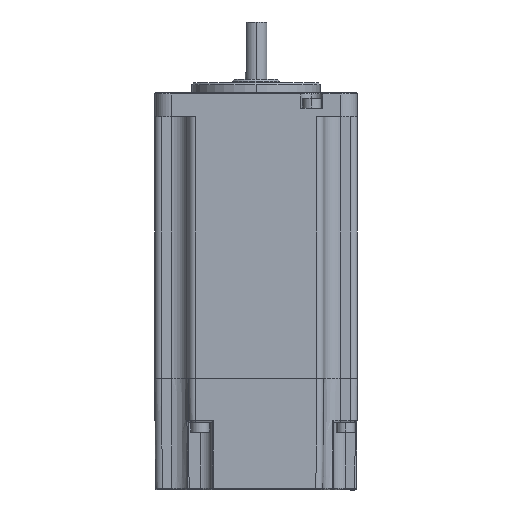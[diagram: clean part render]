
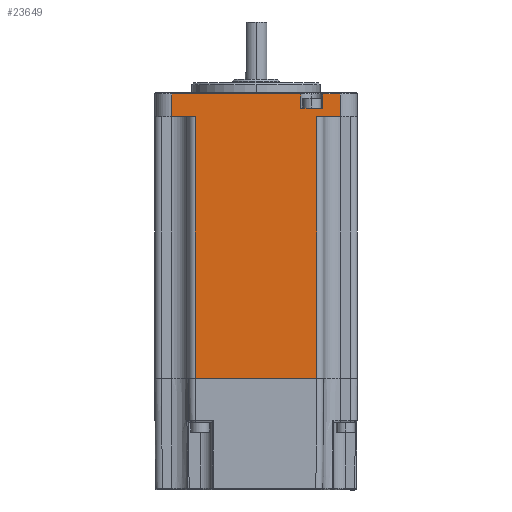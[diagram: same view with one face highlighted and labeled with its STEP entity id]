
A CAD part, front view. The second image highlights one B-rep face of the part: STEP entity #23649.
In plain terms, the highlighted planar face has unit normal (0, -1, 0).
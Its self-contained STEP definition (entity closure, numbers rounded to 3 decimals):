
#8611 = VERTEX_POINT ( 'NONE', #10858 ) ;
#8612 = VERTEX_POINT ( 'NONE', #10859 ) ;
#10072 = EDGE_LOOP ( 'NONE', ( #10123, #10118, #19443, #10130, #19436, #10135, #10253, #10139, #10225, #10136, #19417, #10205 ) ) ;
#10118 = ORIENTED_EDGE ( 'NONE', *, *, #22045, .F. ) ;
#10123 = ORIENTED_EDGE ( 'NONE', *, *, #21975, .T. ) ;
#10130 = ORIENTED_EDGE ( 'NONE', *, *, #21993, .T. ) ;
#10135 = ORIENTED_EDGE ( 'NONE', *, *, #21985, .T. ) ;
#10136 = ORIENTED_EDGE ( 'NONE', *, *, #21987, .T. ) ;
#10139 = ORIENTED_EDGE ( 'NONE', *, *, #21977, .T. ) ;
#10205 = ORIENTED_EDGE ( 'NONE', *, *, #21969, .T. ) ;
#10225 = ORIENTED_EDGE ( 'NONE', *, *, #22127, .T. ) ;
#10253 = ORIENTED_EDGE ( 'NONE', *, *, #21972, .T. ) ;
#10702 = VECTOR ( 'NONE', #13489, 1000. ) ;
#10705 = VECTOR ( 'NONE', #13498, 1000. ) ;
#10710 = VECTOR ( 'NONE', #13507, 1000. ) ;
#10712 = VECTOR ( 'NONE', #13513, 1000. ) ;
#10714 = VECTOR ( 'NONE', #13543, 1000. ) ;
#10721 = VECTOR ( 'NONE', #13534, 1000. ) ;
#10722 = VECTOR ( 'NONE', #13537, 1000. ) ;
#10732 = VECTOR ( 'NONE', #13562, 1000. ) ;
#10753 = VECTOR ( 'NONE', #13616, 1000. ) ;
#10795 = VECTOR ( 'NONE', #13717, 1000. ) ;
#10858 = CARTESIAN_POINT ( 'NONE',  ( 9.812, -25.418, 43.356 ) ) ;
#10859 = CARTESIAN_POINT ( 'NONE',  ( 3.312, -25.418, 43.356 ) ) ;
#11189 = CARTESIAN_POINT ( 'NONE',  ( -27.973, -25.418, 40.856 ) ) ;
#11197 = CARTESIAN_POINT ( 'NONE',  ( 8.098, -25.418, -36.644 ) ) ;
#11198 = CARTESIAN_POINT ( 'NONE',  ( -27.973, -25.418, -36.644 ) ) ;
#11226 = CARTESIAN_POINT ( 'NONE',  ( 8.098, -25.418, 40.856 ) ) ;
#11235 = CARTESIAN_POINT ( 'NONE',  ( 15.062, -25.418, 40.856 ) ) ;
#11237 = CARTESIAN_POINT ( 'NONE',  ( 15.062, -25.418, 47.556 ) ) ;
#11241 = CARTESIAN_POINT ( 'NONE',  ( -34.938, -25.418, 47.556 ) ) ;
#11244 = CARTESIAN_POINT ( 'NONE',  ( 9.812, -25.418, 47.556 ) ) ;
#11245 = CARTESIAN_POINT ( 'NONE',  ( -34.938, -25.418, 40.856 ) ) ;
#11247 = CARTESIAN_POINT ( 'NONE',  ( 3.312, -25.418, 47.556 ) ) ;
#13480 = CARTESIAN_POINT ( 'NONE',  ( -34.938, -25.418, 38.204 ) ) ;
#13481 = LINE ( 'NONE', #13480, #10702 ) ;
#13489 = DIRECTION ( 'NONE',  ( 0., 0., -1. ) ) ;
#13491 = CARTESIAN_POINT ( 'NONE',  ( 20.062, -25.418, 47.556 ) ) ;
#13494 = LINE ( 'NONE', #13491, #10705 ) ;
#13498 = DIRECTION ( 'NONE',  ( -1., 0., 0. ) ) ;
#13505 = LINE ( 'NONE', #13506, #10710 ) ;
#13506 = CARTESIAN_POINT ( 'NONE',  ( 20.062, -25.418, 40.856 ) ) ;
#13507 = DIRECTION ( 'NONE',  ( 1., 0., 0. ) ) ;
#13511 = LINE ( 'NONE', #13512, #10712 ) ;
#13512 = CARTESIAN_POINT ( 'NONE',  ( 9.812, -25.418, 38.204 ) ) ;
#13513 = DIRECTION ( 'NONE',  ( 0., 0., -1. ) ) ;
#13524 = CARTESIAN_POINT ( 'NONE',  ( 3.312, -25.418, 38.204 ) ) ;
#13532 = LINE ( 'NONE', #13533, #10721 ) ;
#13533 = CARTESIAN_POINT ( 'NONE',  ( 20.062, -25.418, 40.856 ) ) ;
#13534 = DIRECTION ( 'NONE',  ( 1., 0., 0. ) ) ;
#13535 = LINE ( 'NONE', #13536, #10722 ) ;
#13536 = CARTESIAN_POINT ( 'NONE',  ( 15.062, -25.418, 38.204 ) ) ;
#13537 = DIRECTION ( 'NONE',  ( 0., 0., 1. ) ) ;
#13539 = LINE ( 'NONE', #13524, #10714 ) ;
#13543 = DIRECTION ( 'NONE',  ( 0., 0., 1. ) ) ;
#13560 = LINE ( 'NONE', #13561, #10732 ) ;
#13561 = CARTESIAN_POINT ( 'NONE',  ( 8.098, -25.418, 38.204 ) ) ;
#13562 = DIRECTION ( 'NONE',  ( 0., 0., 1. ) ) ;
#13606 = CARTESIAN_POINT ( 'NONE',  ( 20.062, -25.418, 47.556 ) ) ;
#13607 = LINE ( 'NONE', #13606, #10753 ) ;
#13616 = DIRECTION ( 'NONE',  ( -1., 0., 0. ) ) ;
#13700 = CARTESIAN_POINT ( 'NONE',  ( -27.973, -25.418, -36.644 ) ) ;
#13713 = LINE ( 'NONE', #13700, #10795 ) ;
#13717 = DIRECTION ( 'NONE',  ( 0., 0., 1. ) ) ;
#14047 = LINE ( 'NONE', #14048, #14269 ) ;
#14048 = CARTESIAN_POINT ( 'NONE',  ( 20.062, -25.418, 43.356 ) ) ;
#14057 = DIRECTION ( 'NONE',  ( -1., 0., 0. ) ) ;
#14115 = LINE ( 'NONE', #14116, #14299 ) ;
#14116 = CARTESIAN_POINT ( 'NONE',  ( -34.973, -25.418, -36.644 ) ) ;
#14117 = DIRECTION ( 'NONE',  ( -1., 0., 0. ) ) ;
#14269 = VECTOR ( 'NONE', #14057, 1000. ) ;
#14299 = VECTOR ( 'NONE', #14117, 1000. ) ;
#14430 = AXIS2_PLACEMENT_3D ( 'NONE', #15608, #15628, #15629 ) ;
#15608 = CARTESIAN_POINT ( 'NONE',  ( 20.062, -25.418, 38.204 ) ) ;
#15609 = FACE_OUTER_BOUND ( 'NONE', #10072, .T. ) ;
#15625 = PLANE ( 'NONE',  #14430 ) ;
#15628 = DIRECTION ( 'NONE',  ( 0., -1., 0. ) ) ;
#15629 = DIRECTION ( 'NONE',  ( -1., 0., 0. ) ) ;
#17700 = VERTEX_POINT ( 'NONE', #11189 ) ;
#17708 = VERTEX_POINT ( 'NONE', #11197 ) ;
#17709 = VERTEX_POINT ( 'NONE', #11198 ) ;
#17737 = VERTEX_POINT ( 'NONE', #11226 ) ;
#17746 = VERTEX_POINT ( 'NONE', #11235 ) ;
#17748 = VERTEX_POINT ( 'NONE', #11237 ) ;
#17752 = VERTEX_POINT ( 'NONE', #11241 ) ;
#17755 = VERTEX_POINT ( 'NONE', #11244 ) ;
#17756 = VERTEX_POINT ( 'NONE', #11245 ) ;
#17758 = VERTEX_POINT ( 'NONE', #11247 ) ;
#19417 = ORIENTED_EDGE ( 'NONE', *, *, #22011, .T. ) ;
#19436 = ORIENTED_EDGE ( 'NONE', *, *, #21984, .T. ) ;
#19443 = ORIENTED_EDGE ( 'NONE', *, *, #22147, .F. ) ;
#21969 = EDGE_CURVE ( 'NONE', #17752, #17756, #13481, .T. ) ;
#21972 = EDGE_CURVE ( 'NONE', #17748, #17755, #13494, .T. ) ;
#21975 = EDGE_CURVE ( 'NONE', #17756, #17700, #13505, .T. ) ;
#21977 = EDGE_CURVE ( 'NONE', #17755, #8611, #13511, .T. ) ;
#21984 = EDGE_CURVE ( 'NONE', #17737, #17746, #13532, .T. ) ;
#21985 = EDGE_CURVE ( 'NONE', #17746, #17748, #13535, .T. ) ;
#21987 = EDGE_CURVE ( 'NONE', #8612, #17758, #13539, .T. ) ;
#21993 = EDGE_CURVE ( 'NONE', #17708, #17737, #13560, .T. ) ;
#22011 = EDGE_CURVE ( 'NONE', #17758, #17752, #13607, .T. ) ;
#22045 = EDGE_CURVE ( 'NONE', #17709, #17700, #13713, .T. ) ;
#22127 = EDGE_CURVE ( 'NONE', #8611, #8612, #14047, .T. ) ;
#22147 = EDGE_CURVE ( 'NONE', #17708, #17709, #14115, .T. ) ;
#23649 = ADVANCED_FACE ( 'NONE', ( #15609 ), #15625, .T. ) ;
